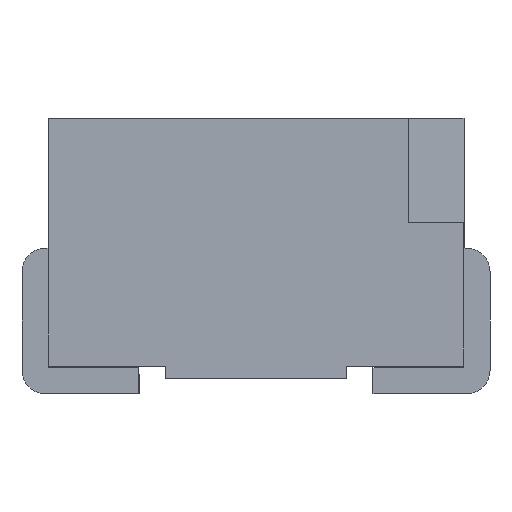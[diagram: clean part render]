
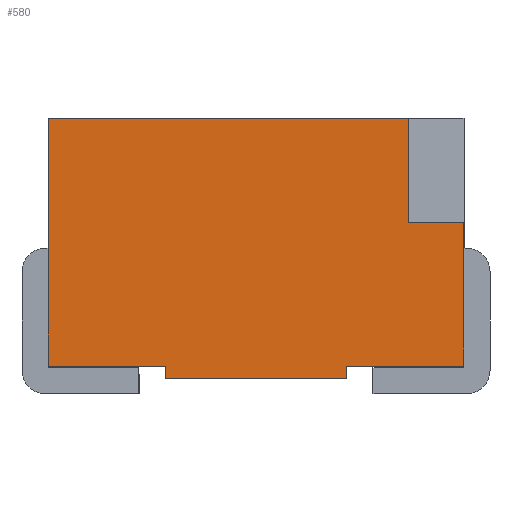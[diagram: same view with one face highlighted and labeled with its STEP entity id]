
A CAD part, left-side view. The second image highlights one B-rep face of the part: STEP entity #580.
In plain terms, the highlighted planar face has unit normal (-1, 0, 0).
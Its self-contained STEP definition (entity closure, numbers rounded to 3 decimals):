
#33 = VERTEX_POINT ( 'NONE', #1086 ) ;
#41 = EDGE_CURVE ( 'NONE', #186, #33, #1104, .T. ) ;
#117 = VERTEX_POINT ( 'NONE', #1364 ) ;
#143 = EDGE_CURVE ( 'NONE', #189, #225, #1449, .T. ) ;
#145 = EDGE_CURVE ( 'NONE', #186, #225, #1440, .T. ) ;
#186 = VERTEX_POINT ( 'NONE', #1571 ) ;
#189 = VERTEX_POINT ( 'NONE', #1556 ) ;
#225 = VERTEX_POINT ( 'NONE', #1649 ) ;
#233 = VERTEX_POINT ( 'NONE', #1684 ) ;
#243 = EDGE_CURVE ( 'NONE', #117, #233, #1712, .T. ) ;
#569 = VERTEX_POINT ( 'NONE', #2557 ) ;
#571 = ORIENTED_EDGE ( 'NONE', *, *, #143, .T. ) ;
#572 = ORIENTED_EDGE ( 'NONE', *, *, #649, .F. ) ;
#573 = EDGE_CURVE ( 'NONE', #569, #189, #2575, .T. ) ;
#574 = ORIENTED_EDGE ( 'NONE', *, *, #243, .T. ) ;
#580 = ADVANCED_FACE ( 'NONE', ( #2596 ), #2601, .T. ) ;
#585 = EDGE_LOOP ( 'NONE', ( #574, #637, #645, #643, #572, #648, #571, #627, #625, #629 ) ) ;
#625 = ORIENTED_EDGE ( 'NONE', *, *, #41, .T. ) ;
#627 = ORIENTED_EDGE ( 'NONE', *, *, #145, .F. ) ;
#629 = ORIENTED_EDGE ( 'NONE', *, *, #4295, .F. ) ;
#637 = ORIENTED_EDGE ( 'NONE', *, *, #639, .T. ) ;
#638 = EDGE_CURVE ( 'NONE', #640, #642, #2822, .T. ) ;
#639 = EDGE_CURVE ( 'NONE', #233, #642, #2819, .T. ) ;
#640 = VERTEX_POINT ( 'NONE', #2814 ) ;
#642 = VERTEX_POINT ( 'NONE', #2823 ) ;
#643 = ORIENTED_EDGE ( 'NONE', *, *, #646, .F. ) ;
#645 = ORIENTED_EDGE ( 'NONE', *, *, #638, .F. ) ;
#646 = EDGE_CURVE ( 'NONE', #647, #640, #2802, .T. ) ;
#647 = VERTEX_POINT ( 'NONE', #2797 ) ;
#648 = ORIENTED_EDGE ( 'NONE', *, *, #573, .T. ) ;
#649 = EDGE_CURVE ( 'NONE', #569, #647, #2809, .T. ) ;
#1086 = CARTESIAN_POINT ( 'NONE',  ( -1.75, -0.7, 0. ) ) ;
#1104 = LINE ( 'NONE', #1147, #1133 ) ;
#1132 = DIRECTION ( 'NONE',  ( 0., -1., 0. ) ) ;
#1133 = VECTOR ( 'NONE', #1132, 1000. ) ;
#1147 = CARTESIAN_POINT ( 'NONE',  ( -1.75, 0., 0. ) ) ;
#1364 = CARTESIAN_POINT ( 'NONE',  ( -1.75, -0.7, 0.093 ) ) ;
#1437 = DIRECTION ( 'NONE',  ( 0., 0., 1. ) ) ;
#1438 = VECTOR ( 'NONE', #1437, 1000. ) ;
#1439 = CARTESIAN_POINT ( 'NONE',  ( -1.75, 0.7, 0.093 ) ) ;
#1440 = LINE ( 'NONE', #1439, #1438 ) ;
#1446 = DIRECTION ( 'NONE',  ( 0., -1., 0. ) ) ;
#1447 = VECTOR ( 'NONE', #1446, 1000. ) ;
#1448 = CARTESIAN_POINT ( 'NONE',  ( -1.75, 0.7, 0.093 ) ) ;
#1449 = LINE ( 'NONE', #1448, #1447 ) ;
#1556 = CARTESIAN_POINT ( 'NONE',  ( -1.75, 1.6, 0.093 ) ) ;
#1571 = CARTESIAN_POINT ( 'NONE',  ( -1.75, 0.7, 0. ) ) ;
#1649 = CARTESIAN_POINT ( 'NONE',  ( -1.75, 0.7, 0.093 ) ) ;
#1684 = CARTESIAN_POINT ( 'NONE',  ( -1.75, -1.6, 0.093 ) ) ;
#1709 = DIRECTION ( 'NONE',  ( 0., -1., 0. ) ) ;
#1710 = VECTOR ( 'NONE', #1709, 1000. ) ;
#1711 = CARTESIAN_POINT ( 'NONE',  ( -1.75, 1.6, 0.093 ) ) ;
#1712 = LINE ( 'NONE', #1711, #1710 ) ;
#2557 = CARTESIAN_POINT ( 'NONE',  ( -1.75, 1.6, 2. ) ) ;
#2558 = DIRECTION ( 'NONE',  ( 0., 0., -1. ) ) ;
#2559 = VECTOR ( 'NONE', #2558, 1000. ) ;
#2574 = CARTESIAN_POINT ( 'NONE',  ( -1.75, 1.6, 0. ) ) ;
#2575 = LINE ( 'NONE', #2574, #2559 ) ;
#2594 = AXIS2_PLACEMENT_3D ( 'NONE', #2633, #2632, #2631 ) ;
#2596 = FACE_OUTER_BOUND ( 'NONE', #585, .T. ) ;
#2601 = PLANE ( 'NONE',  #2594 ) ;
#2631 = DIRECTION ( 'NONE',  ( 0., 0., 1. ) ) ;
#2632 = DIRECTION ( 'NONE',  ( -1., 0., 0. ) ) ;
#2633 = CARTESIAN_POINT ( 'NONE',  ( -1.75, 1.6, 0. ) ) ;
#2797 = CARTESIAN_POINT ( 'NONE',  ( -1.75, -1.176, 2. ) ) ;
#2799 = DIRECTION ( 'NONE',  ( 0., 0., -1. ) ) ;
#2800 = VECTOR ( 'NONE', #2799, 1000. ) ;
#2801 = CARTESIAN_POINT ( 'NONE',  ( -1.75, -1.176, 2. ) ) ;
#2802 = LINE ( 'NONE', #2801, #2800 ) ;
#2805 = DIRECTION ( 'NONE',  ( 0., 0., 1. ) ) ;
#2806 = VECTOR ( 'NONE', #2805, 1000. ) ;
#2807 = CARTESIAN_POINT ( 'NONE',  ( -1.75, -1.6, 0. ) ) ;
#2809 = LINE ( 'NONE', #2820, #2849 ) ;
#2810 = DIRECTION ( 'NONE',  ( 0., -1., 0. ) ) ;
#2811 = VECTOR ( 'NONE', #2810, 1000. ) ;
#2812 = CARTESIAN_POINT ( 'NONE',  ( -1.75, 0., 1.2 ) ) ;
#2814 = CARTESIAN_POINT ( 'NONE',  ( -1.75, -1.176, 1.2 ) ) ;
#2819 = LINE ( 'NONE', #2807, #2806 ) ;
#2820 = CARTESIAN_POINT ( 'NONE',  ( -1.75, 0., 2. ) ) ;
#2822 = LINE ( 'NONE', #2812, #2811 ) ;
#2823 = CARTESIAN_POINT ( 'NONE',  ( -1.75, -1.6, 1.2 ) ) ;
#2848 = DIRECTION ( 'NONE',  ( 0., -1., 0. ) ) ;
#2849 = VECTOR ( 'NONE', #2848, 1000. ) ;
#3702 = DIRECTION ( 'NONE',  ( 0., 0., -1. ) ) ;
#3703 = VECTOR ( 'NONE', #3702, 1000. ) ;
#3704 = CARTESIAN_POINT ( 'NONE',  ( -1.75, -0.7, -0.127 ) ) ;
#3705 = LINE ( 'NONE', #3704, #3703 ) ;
#4295 = EDGE_CURVE ( 'NONE', #117, #33, #3705, .T. ) ;
